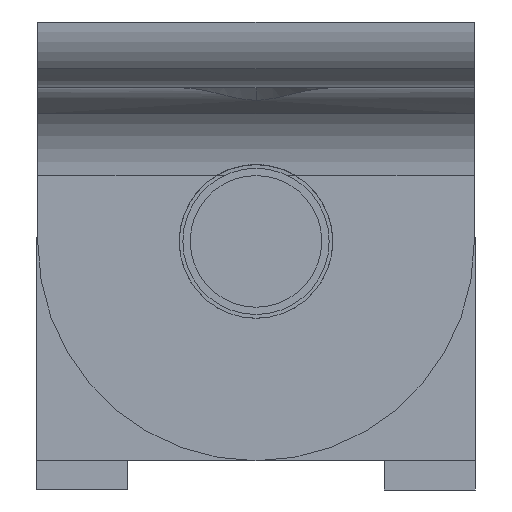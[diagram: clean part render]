
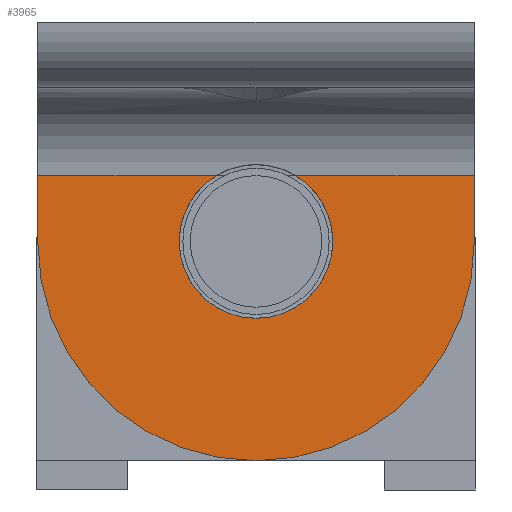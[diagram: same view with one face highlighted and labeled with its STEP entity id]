
A CAD part, left-side view. The second image highlights one B-rep face of the part: STEP entity #3965.
In plain terms, the highlighted planar face has unit normal (-1, 0, 0).
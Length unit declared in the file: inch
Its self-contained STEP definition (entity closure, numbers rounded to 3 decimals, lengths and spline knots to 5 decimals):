
#2970=CARTESIAN_POINT('',(-1.717,0.75,-0.75));
#2971=VERTEX_POINT('',#2970);
#2987=CARTESIAN_POINT('',(-1.717,0.00404,-0.00404));
#2988=VERTEX_POINT('',#2987);
#2995=CARTESIAN_POINT('',(-1.717,0.75,-0.00404));
#2996=DIRECTION('',(1.0,0.0,0.0));
#2997=DIRECTION('',(0.0,0.0,-1.0));
#2998=AXIS2_PLACEMENT_3D('',#2995,#2996,#2997);
#2999=CIRCLE('',#2998,0.74596);
#3000=EDGE_CURVE('',#2988,#2971,#2999,.T.);
#3582=CARTESIAN_POINT('',(-1.717,1.01277,-0.00029));
#3583=VERTEX_POINT('',#3582);
#3592=CARTESIAN_POINT('',(-1.717,0.48723,-0.00029));
#3593=VERTEX_POINT('',#3592);
#3594=CARTESIAN_POINT('',(-1.717,0.75,-0.00029));
#3595=DIRECTION('',(1.0,0.0,0.0));
#3596=DIRECTION('',(0.0,1.0,0.0));
#3597=AXIS2_PLACEMENT_3D('',#3594,#3595,#3596);
#3598=CIRCLE('',#3597,0.26277);
#3599=EDGE_CURVE('',#3593,#3583,#3598,.T.);
#3633=CARTESIAN_POINT('',(-1.717,0.61412,0.22463));
#3634=VERTEX_POINT('',#3633);
#3635=CARTESIAN_POINT('',(-1.717,0.75,-0.00029));
#3636=DIRECTION('',(1.0,0.0,0.0));
#3637=DIRECTION('',(0.0,1.0,0.0));
#3638=AXIS2_PLACEMENT_3D('',#3635,#3636,#3637);
#3639=CIRCLE('',#3638,0.26277);
#3640=EDGE_CURVE('',#3634,#3593,#3639,.T.);
#3642=CARTESIAN_POINT('',(-1.717,0.88588,0.22463));
#3643=VERTEX_POINT('',#3642);
#3651=CARTESIAN_POINT('',(-1.717,0.75,-0.00029));
#3652=DIRECTION('',(1.0,0.0,0.0));
#3653=DIRECTION('',(0.0,1.0,0.0));
#3654=AXIS2_PLACEMENT_3D('',#3651,#3652,#3653);
#3655=CIRCLE('',#3654,0.26277);
#3656=EDGE_CURVE('',#3583,#3643,#3655,.T.);
#3769=CARTESIAN_POINT('',(-1.717,1.49596,0.22463));
#3770=VERTEX_POINT('',#3769);
#3778=CARTESIAN_POINT('',(-1.717,1.49596,0.22463));
#3779=DIRECTION('',(0.0,-1.0,0.0));
#3780=VECTOR('',#3779,0.61008);
#3781=LINE('',#3778,#3780);
#3782=EDGE_CURVE('',#3770,#3643,#3781,.T.);
#3785=CARTESIAN_POINT('',(-1.717,0.00404,0.22463));
#3786=VERTEX_POINT('',#3785);
#3787=CARTESIAN_POINT('',(-1.717,0.61412,0.22463));
#3788=DIRECTION('',(0.0,-1.0,0.0));
#3789=VECTOR('',#3788,0.61008);
#3790=LINE('',#3787,#3789);
#3791=EDGE_CURVE('',#3634,#3786,#3790,.T.);
#3875=CARTESIAN_POINT('',(-1.717,0.00404,0.22463));
#3876=DIRECTION('',(0.0,0.0,-1.0));
#3877=VECTOR('',#3876,0.22866);
#3878=LINE('',#3875,#3877);
#3879=EDGE_CURVE('',#3786,#2988,#3878,.T.);
#3936=CARTESIAN_POINT('',(-1.717,0.00404,-0.00404));
#3937=DIRECTION('',(1.0,0.0,0.0));
#3938=DIRECTION('',(0.0,0.0,-1.0));
#3939=AXIS2_PLACEMENT_3D('',#3936,#3937,#3938);
#3940=PLANE('',#3939);
#3941=ORIENTED_EDGE('',*,*,#3640,.T.);
#3942=ORIENTED_EDGE('',*,*,#3599,.T.);
#3943=ORIENTED_EDGE('',*,*,#3656,.T.);
#3944=ORIENTED_EDGE('',*,*,#3782,.F.);
#3945=CARTESIAN_POINT('',(-1.717,1.49596,-0.00404));
#3946=VERTEX_POINT('',#3945);
#3947=CARTESIAN_POINT('',(-1.717,1.49596,-0.00404));
#3948=DIRECTION('',(0.0,0.0,1.0));
#3949=VECTOR('',#3948,0.22866);
#3950=LINE('',#3947,#3949);
#3951=EDGE_CURVE('',#3946,#3770,#3950,.T.);
#3952=ORIENTED_EDGE('',*,*,#3951,.F.);
#3953=CARTESIAN_POINT('',(-1.717,0.75,-0.00404));
#3954=DIRECTION('',(1.0,0.0,0.0));
#3955=DIRECTION('',(0.0,0.0,-1.0));
#3956=AXIS2_PLACEMENT_3D('',#3953,#3954,#3955);
#3957=CIRCLE('',#3956,0.74596);
#3958=EDGE_CURVE('',#2971,#3946,#3957,.T.);
#3959=ORIENTED_EDGE('',*,*,#3958,.F.);
#3960=ORIENTED_EDGE('',*,*,#3000,.F.);
#3961=ORIENTED_EDGE('',*,*,#3879,.F.);
#3962=ORIENTED_EDGE('',*,*,#3791,.F.);
#3963=EDGE_LOOP('',(#3941,#3942,#3943,#3944,#3952,#3959,#3960,#3961,#3962));
#3964=FACE_OUTER_BOUND('',#3963,.T.);
#3965=ADVANCED_FACE('',(#3964),#3940,.F.);
